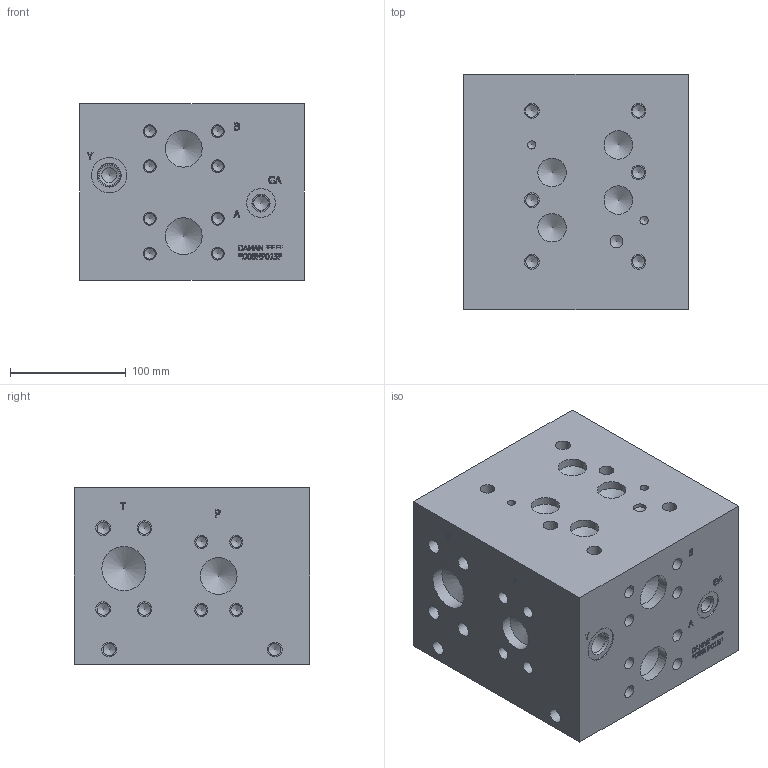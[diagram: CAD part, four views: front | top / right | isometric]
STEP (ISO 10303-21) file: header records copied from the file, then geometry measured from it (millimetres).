
FILE_DESCRIPTION(/* description */ (''),/* implementation_level */ '2;1');
FILE_NAME(/* name */ '_D08HP015F.stp',/* time_stamp */ '2022-10-24T16:57:38-04:00',/* author */ ('mikeh'),/* organization */ (''),/* preprocessor_version */ 'ST-DEVELOPER v18',/* originating_system */ 'Autodesk Inventor 2020',/* authorisation */ '');
FILE_SCHEMA (('AUTOMOTIVE_DESIGN { 1 0 10303 214 3 1 1 }'));
Length unit declared in the file: millimetre
Products named in the file (1): Part_DD08HP015F_3D
Bounding box: 193.68 x 203.2 x 152.4 mm (x, y, z)
Volume: 5776418.3 mm3; surface area: 252349.5 mm2
Topology: 1 solids, 1 shells, 634 faces, 1738 edges, 1187 vertices
Faces by surface type: plane 363, bspline 125, cylinder 91, cone 55
Full cylindrical faces by diameter (mm): 7.137 x2, 9.347 x16, 10.719 x18, 11.125 x17, 12.294 x1, 12.7 x19, 12.9 x1, 14.275 x1, 14.529 x1, 17.501 x1, 19.05 x1, 19.253 x1, 24.613 x4, 25.019 x1, 30.632 x1, 31.75 x4, 38.1 x2
Entity records: 21088 total; most frequent: CARTESIAN_POINT 5136, ORIENTED_EDGE 3378, DIRECTION 2787, EDGE_CURVE 1689, VERTEX_POINT 1187, LINE 1111, VECTOR 1111, AXIS2_PLACEMENT_3D 838
